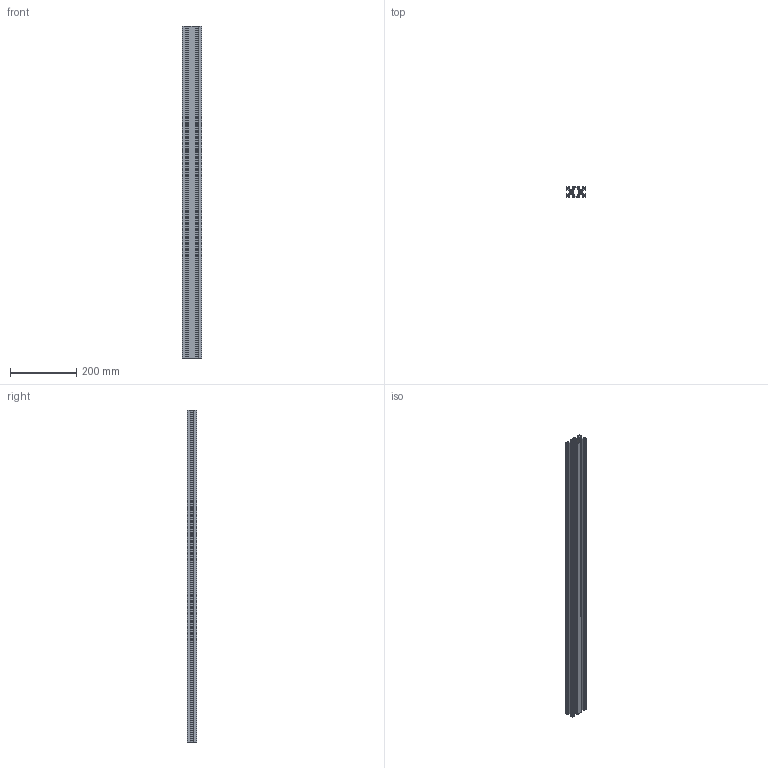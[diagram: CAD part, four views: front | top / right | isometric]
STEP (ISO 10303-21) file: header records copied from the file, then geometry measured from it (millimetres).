
FILE_DESCRIPTION((''),'2;1');
FILE_NAME('P30x60_N8_B.stp','2012-12-05T12:00:26',('Schwarz'),(''),'Autodesk Inventor 2009','Autodesk Inventor 2009','');
FILE_SCHEMA(('AUTOMOTIVE_DESIGN { 1 0 10303 214 1 1 1 1 }'));
Length unit declared in the file: millimetre
Products named in the file (1): P30x60_N8_B
Bounding box: 60 x 30 x 1000 mm (x, y, z)
Volume: 552840.3 mm3; surface area: 563294.8 mm2
Topology: 1 solids, 1 shells, 290 faces, 864 edges, 576 vertices
Faces by surface type: plane 152, cylinder 138
Entity records: 9858 total; most frequent: CARTESIAN_POINT 1731, ORIENTED_EDGE 1728, DIRECTION 1722, EDGE_CURVE 864, VECTOR 588, LINE 588, VERTEX_POINT 576, AXIS2_PLACEMENT_3D 567
